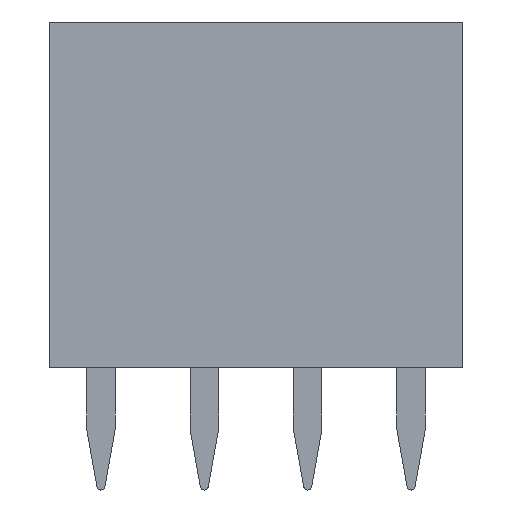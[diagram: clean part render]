
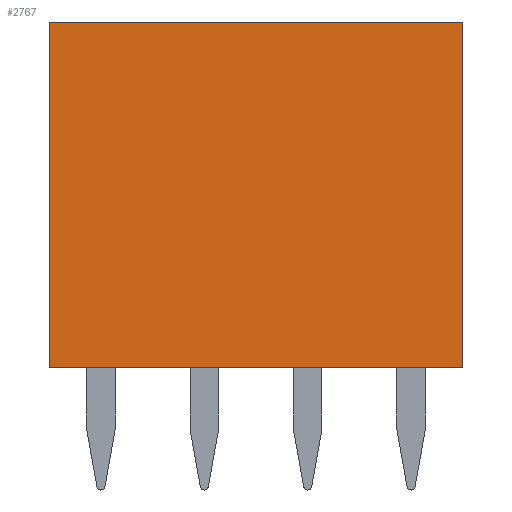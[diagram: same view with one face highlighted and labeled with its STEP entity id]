
A CAD part, left-side view. The second image highlights one B-rep face of the part: STEP entity #2767.
In plain terms, the highlighted planar face has unit normal (-1, 0, 0).
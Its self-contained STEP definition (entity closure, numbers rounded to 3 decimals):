
#2008 = VERTEX_POINT('',#2009);
#2009 = CARTESIAN_POINT('',(-1.27,1.27,8.5));
#2018 = PLANE('',#2019);
#2019 = AXIS2_PLACEMENT_3D('',#2020,#2021,#2022);
#2020 = CARTESIAN_POINT('',(0.,-3.81,8.5));
#2021 = DIRECTION('',(0.,0.,1.));
#2022 = DIRECTION('',(1.,0.,0.));
#2030 = PLANE('',#2031);
#2031 = AXIS2_PLACEMENT_3D('',#2032,#2033,#2034);
#2032 = CARTESIAN_POINT('',(-1.27,1.27,0.));
#2033 = DIRECTION('',(0.,1.,0.));
#2034 = DIRECTION('',(1.,0.,0.));
#2042 = EDGE_CURVE('',#2043,#2008,#2045,.T.);
#2043 = VERTEX_POINT('',#2044);
#2044 = CARTESIAN_POINT('',(-1.27,-8.89,8.5));
#2045 = SURFACE_CURVE('',#2046,(#2050,#2057),.PCURVE_S1.);
#2046 = LINE('',#2047,#2048);
#2047 = CARTESIAN_POINT('',(-1.27,-8.89,8.5));
#2048 = VECTOR('',#2049,1.);
#2049 = DIRECTION('',(0.,1.,0.));
#2050 = PCURVE('',#2018,#2051);
#2051 = DEFINITIONAL_REPRESENTATION('',(#2052),#2056);
#2052 = LINE('',#2053,#2054);
#2053 = CARTESIAN_POINT('',(-1.27,-5.08));
#2054 = VECTOR('',#2055,1.);
#2055 = DIRECTION('',(0.,1.));
#2056 = ( GEOMETRIC_REPRESENTATION_CONTEXT(2) 
PARAMETRIC_REPRESENTATION_CONTEXT() REPRESENTATION_CONTEXT('2D SPACE',''
  ) );
#2057 = PCURVE('',#2058,#2063);
#2058 = PLANE('',#2059);
#2059 = AXIS2_PLACEMENT_3D('',#2060,#2061,#2062);
#2060 = CARTESIAN_POINT('',(-1.27,-8.89,0.));
#2061 = DIRECTION('',(-1.,0.,0.));
#2062 = DIRECTION('',(0.,1.,0.));
#2063 = DEFINITIONAL_REPRESENTATION('',(#2064),#2068);
#2064 = LINE('',#2065,#2066);
#2065 = CARTESIAN_POINT('',(0.,-8.5));
#2066 = VECTOR('',#2067,1.);
#2067 = DIRECTION('',(1.,0.));
#2068 = ( GEOMETRIC_REPRESENTATION_CONTEXT(2) 
PARAMETRIC_REPRESENTATION_CONTEXT() REPRESENTATION_CONTEXT('2D SPACE',''
  ) );
#2086 = PLANE('',#2087);
#2087 = AXIS2_PLACEMENT_3D('',#2088,#2089,#2090);
#2088 = CARTESIAN_POINT('',(1.27,-8.89,0.));
#2089 = DIRECTION('',(0.,-1.,0.));
#2090 = DIRECTION('',(-1.,0.,0.));
#2584 = VERTEX_POINT('',#2585);
#2585 = CARTESIAN_POINT('',(-1.27,1.27,0.));
#2601 = PLANE('',#2602);
#2602 = AXIS2_PLACEMENT_3D('',#2603,#2604,#2605);
#2603 = CARTESIAN_POINT('',(0.,-3.81,0.));
#2604 = DIRECTION('',(0.,0.,1.));
#2605 = DIRECTION('',(1.,0.,0.));
#2613 = EDGE_CURVE('',#2584,#2008,#2614,.T.);
#2614 = SURFACE_CURVE('',#2615,(#2619,#2626),.PCURVE_S1.);
#2615 = LINE('',#2616,#2617);
#2616 = CARTESIAN_POINT('',(-1.27,1.27,0.));
#2617 = VECTOR('',#2618,1.);
#2618 = DIRECTION('',(0.,0.,1.));
#2619 = PCURVE('',#2030,#2620);
#2620 = DEFINITIONAL_REPRESENTATION('',(#2621),#2625);
#2621 = LINE('',#2622,#2623);
#2622 = CARTESIAN_POINT('',(0.,0.));
#2623 = VECTOR('',#2624,1.);
#2624 = DIRECTION('',(0.,-1.));
#2625 = ( GEOMETRIC_REPRESENTATION_CONTEXT(2) 
PARAMETRIC_REPRESENTATION_CONTEXT() REPRESENTATION_CONTEXT('2D SPACE',''
  ) );
#2626 = PCURVE('',#2058,#2627);
#2627 = DEFINITIONAL_REPRESENTATION('',(#2628),#2632);
#2628 = LINE('',#2629,#2630);
#2629 = CARTESIAN_POINT('',(10.16,0.));
#2630 = VECTOR('',#2631,1.);
#2631 = DIRECTION('',(0.,-1.));
#2632 = ( GEOMETRIC_REPRESENTATION_CONTEXT(2) 
PARAMETRIC_REPRESENTATION_CONTEXT() REPRESENTATION_CONTEXT('2D SPACE',''
  ) );
#2767 = ADVANCED_FACE('',(#2768),#2058,.T.);
#2768 = FACE_BOUND('',#2769,.T.);
#2769 = EDGE_LOOP('',(#2770,#2793,#2794,#2795));
#2770 = ORIENTED_EDGE('',*,*,#2771,.T.);
#2771 = EDGE_CURVE('',#2772,#2043,#2774,.T.);
#2772 = VERTEX_POINT('',#2773);
#2773 = CARTESIAN_POINT('',(-1.27,-8.89,0.));
#2774 = SURFACE_CURVE('',#2775,(#2779,#2786),.PCURVE_S1.);
#2775 = LINE('',#2776,#2777);
#2776 = CARTESIAN_POINT('',(-1.27,-8.89,0.));
#2777 = VECTOR('',#2778,1.);
#2778 = DIRECTION('',(0.,0.,1.));
#2779 = PCURVE('',#2058,#2780);
#2780 = DEFINITIONAL_REPRESENTATION('',(#2781),#2785);
#2781 = LINE('',#2782,#2783);
#2782 = CARTESIAN_POINT('',(0.,0.));
#2783 = VECTOR('',#2784,1.);
#2784 = DIRECTION('',(0.,-1.));
#2785 = ( GEOMETRIC_REPRESENTATION_CONTEXT(2) 
PARAMETRIC_REPRESENTATION_CONTEXT() REPRESENTATION_CONTEXT('2D SPACE',''
  ) );
#2786 = PCURVE('',#2086,#2787);
#2787 = DEFINITIONAL_REPRESENTATION('',(#2788),#2792);
#2788 = LINE('',#2789,#2790);
#2789 = CARTESIAN_POINT('',(2.54,0.));
#2790 = VECTOR('',#2791,1.);
#2791 = DIRECTION('',(0.,-1.));
#2792 = ( GEOMETRIC_REPRESENTATION_CONTEXT(2) 
PARAMETRIC_REPRESENTATION_CONTEXT() REPRESENTATION_CONTEXT('2D SPACE',''
  ) );
#2793 = ORIENTED_EDGE('',*,*,#2042,.T.);
#2794 = ORIENTED_EDGE('',*,*,#2613,.F.);
#2795 = ORIENTED_EDGE('',*,*,#2796,.F.);
#2796 = EDGE_CURVE('',#2772,#2584,#2797,.T.);
#2797 = SURFACE_CURVE('',#2798,(#2802,#2809),.PCURVE_S1.);
#2798 = LINE('',#2799,#2800);
#2799 = CARTESIAN_POINT('',(-1.27,-8.89,0.));
#2800 = VECTOR('',#2801,1.);
#2801 = DIRECTION('',(0.,1.,0.));
#2802 = PCURVE('',#2058,#2803);
#2803 = DEFINITIONAL_REPRESENTATION('',(#2804),#2808);
#2804 = LINE('',#2805,#2806);
#2805 = CARTESIAN_POINT('',(0.,0.));
#2806 = VECTOR('',#2807,1.);
#2807 = DIRECTION('',(1.,0.));
#2808 = ( GEOMETRIC_REPRESENTATION_CONTEXT(2) 
PARAMETRIC_REPRESENTATION_CONTEXT() REPRESENTATION_CONTEXT('2D SPACE',''
  ) );
#2809 = PCURVE('',#2601,#2810);
#2810 = DEFINITIONAL_REPRESENTATION('',(#2811),#2815);
#2811 = LINE('',#2812,#2813);
#2812 = CARTESIAN_POINT('',(-1.27,-5.08));
#2813 = VECTOR('',#2814,1.);
#2814 = DIRECTION('',(0.,1.));
#2815 = ( GEOMETRIC_REPRESENTATION_CONTEXT(2) 
PARAMETRIC_REPRESENTATION_CONTEXT() REPRESENTATION_CONTEXT('2D SPACE',''
  ) );
